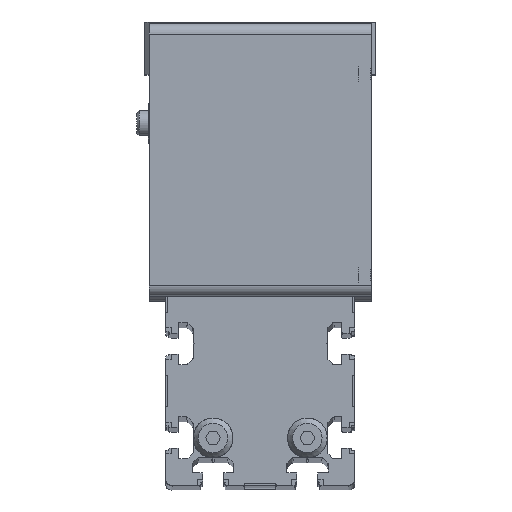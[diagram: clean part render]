
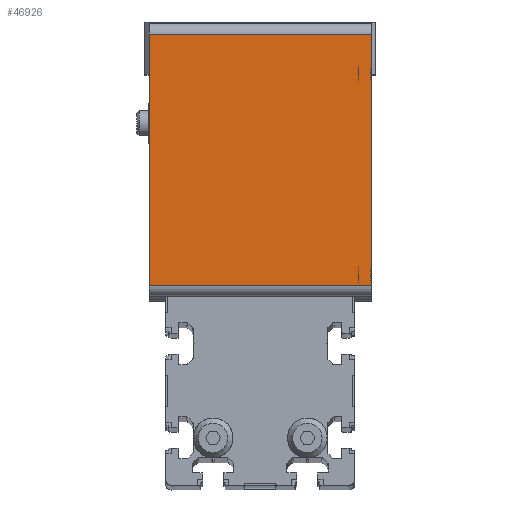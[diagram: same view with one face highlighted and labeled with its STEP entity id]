
A CAD part, top view. The second image highlights one B-rep face of the part: STEP entity #46926.
In plain terms, the highlighted face is planar.
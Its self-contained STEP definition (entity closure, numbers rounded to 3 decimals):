
#6356=FACE_OUTER_BOUND('',#9004,.T.);
#9004=EDGE_LOOP('',(#42789,#42790,#42791,#42792));
#14094=LINE('',#90775,#19168);
#14095=LINE('',#90778,#19169);
#14096=LINE('',#90780,#19170);
#14097=LINE('',#90781,#19171);
#19168=VECTOR('',#62753,10.);
#19169=VECTOR('',#62756,10.);
#19170=VECTOR('',#62757,10.);
#19171=VECTOR('',#62758,10.);
#23510=VERTEX_POINT('',#90769);
#23512=VERTEX_POINT('',#90773);
#23513=VERTEX_POINT('',#90777);
#23514=VERTEX_POINT('',#90779);
#29950=EDGE_CURVE('',#23510,#23512,#14094,.T.);
#29951=EDGE_CURVE('',#23510,#23513,#14095,.T.);
#29952=EDGE_CURVE('',#23514,#23512,#14096,.T.);
#29953=EDGE_CURVE('',#23513,#23514,#14097,.T.);
#42789=ORIENTED_EDGE('',*,*,#29951,.F.);
#42790=ORIENTED_EDGE('',*,*,#29950,.T.);
#42791=ORIENTED_EDGE('',*,*,#29952,.F.);
#42792=ORIENTED_EDGE('',*,*,#29953,.F.);
#44557=PLANE('',#50595);
#46926=ADVANCED_FACE('',(#6356),#44557,.T.);
#50595=AXIS2_PLACEMENT_3D('',#90776,#62754,#62755);
#62753=DIRECTION('',(0.,0.,-1.));
#62754=DIRECTION('center_axis',(-1.,0.,0.));
#62755=DIRECTION('ref_axis',(0.,1.,0.));
#62756=DIRECTION('',(0.,-1.,0.));
#62757=DIRECTION('',(0.,1.,0.));
#62758=DIRECTION('',(0.,0.,-1.));
#90769=CARTESIAN_POINT('',(0.,125.,0.));
#90773=CARTESIAN_POINT('',(0.,125.,-106.));
#90775=CARTESIAN_POINT('',(0.,125.,0.));
#90776=CARTESIAN_POINT('Origin',(0.,5.,0.));
#90777=CARTESIAN_POINT('',(0.,5.,0.));
#90778=CARTESIAN_POINT('',(0.,125.,0.));
#90779=CARTESIAN_POINT('',(0.,5.,-106.));
#90780=CARTESIAN_POINT('',(0.,125.,-106.));
#90781=CARTESIAN_POINT('',(0.,5.,0.));
